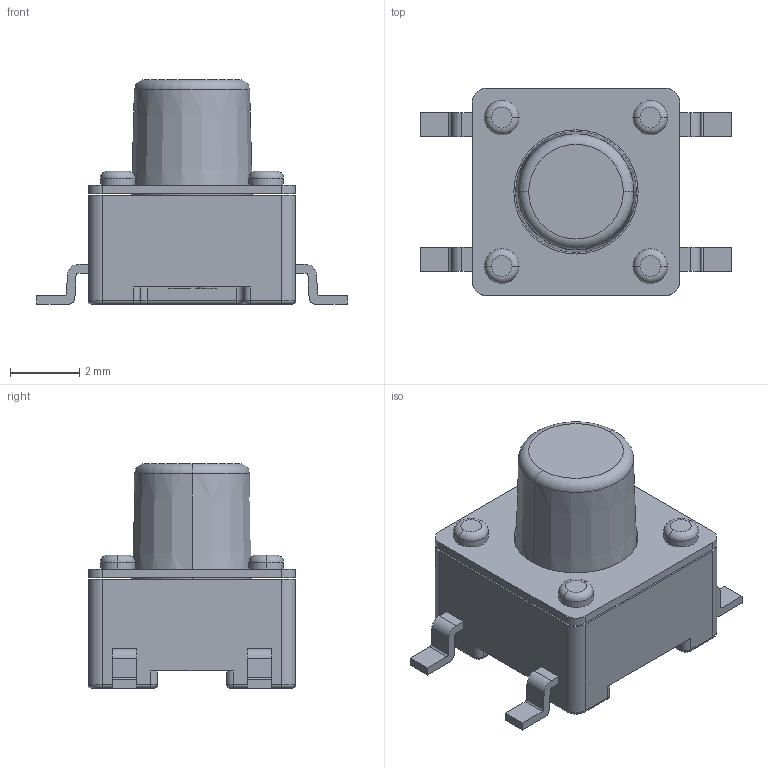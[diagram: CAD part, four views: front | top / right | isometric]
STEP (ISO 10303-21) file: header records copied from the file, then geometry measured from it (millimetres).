
FILE_DESCRIPTION (( 'STEP AP214' ), '1' );
FILE_NAME ('SW-SMD_4P-L6.0-W6.0-P4.50-LS9.0_TS-1002S-08026C.STEP', '2024-11-14T06:57:30', ( '' ), ( '' ), 'SwSTEP 2.0', 'SolidWorks 2021', '' );
FILE_SCHEMA (( 'AUTOMOTIVE_DESIGN' ));
Length unit declared in the file: millimetre
Products named in the file (1): SW-SMD_4P-L6.0-W6.0-P4.50-LS9.0_TS-1002S-08026C
Bounding box: 9 x 6 x 6.5 mm (x, y, z)
Volume: 142.9 mm3; surface area: 264.9 mm2
Topology: 2 solids, 2 shells, 492 faces, 1326 edges, 870 vertices
Faces by surface type: plane 304, bspline 104, cylinder 62, torus 20, cone 2
Entity records: 19025 total; most frequent: CARTESIAN_POINT 4085, ORIENTED_EDGE 2652, DIRECTION 2068, EDGE_CURVE 1326, VECTOR 962, LINE 962, VERTEX_POINT 870, AXIS2_PLACEMENT_3D 553
